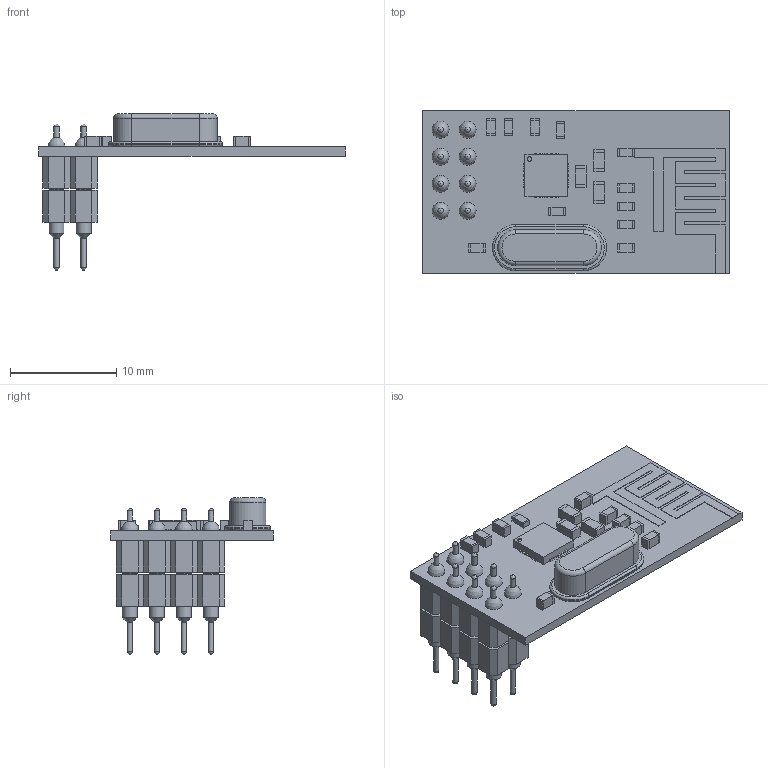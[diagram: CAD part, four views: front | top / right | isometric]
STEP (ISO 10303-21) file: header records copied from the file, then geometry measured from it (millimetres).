
FILE_DESCRIPTION(('FreeCAD Model'),'2;1');
FILE_NAME('Open CASCADE Shape Model','2026-02-10T12:43:21',(''),(''), 'Open CASCADE STEP processor 7.8','FreeCAD','Unknown');
FILE_SCHEMA(('AUTOMOTIVE_DESIGN { 1 0 10303 214 1 1 1 1 }'));
Length unit declared in the file: millimetre
Products named in the file (117): NRF24L01; Body; Body001; Body_001; 1x4 Male Header 2_013; 1x4 Male Header 2_001; 1x4 Male Header 2_002; 1x4 Male Header 2_003; 1x4 Male Header 2_004; 1x4 Male Header 2_005; 1x4 Male Header 2_006; 1x4 Male Header 2_007; 1x4 Male Header 2_008; 1x4 Male Header 2_009; 1x4 Male Header 2_010; 1x4 Male Header 2_011; 1x4 Male Header 2_012; 1x4 Male Header 2_026; 1x4 Male Header 2_014; 1x4 Male Header 2_015; 1x4 Male Header 2_016; 1x4 Male Header 2_017; 1x4 Male Header 2_018; 1x4 Male Header 2_019; 1x4 Male Header 2_020; 1x4 Male Header 2_021; 1x4 Male Header 2_022; 1x4 Male Header 2_023; 1x4 Male Header 2_024; 1x4 Male Header 2_025; 1x4 Female Header_009; 1x4 Female Header_001; 1x4 Female Header_002; 1x4 Female Header_003; 1x4 Female Header_004; 1x4 Female Header_005; 1x4 Female Header_006; 1x4 Female Header_007; 1x4 Female Header_008; 1x4 Female Header_018 ...
Assembly tree (116 placements, depth 3):
  NRF24L01
    Body
    Body001
    Body_001
    1x4 Male Header 2_013
      1x4 Male Header 2_001
      1x4 Male Header 2_002
      1x4 Male Header 2_003
      1x4 Male Header 2_004
      1x4 Male Header 2_005
      1x4 Male Header 2_006
      1x4 Male Header 2_007
      1x4 Male Header 2_008
      1x4 Male Header 2_009
      1x4 Male Header 2_010
      1x4 Male Header 2_011
      1x4 Male Header 2_012
    1x4 Male Header 2_026
      1x4 Male Header 2_014
      1x4 Male Header 2_015
      1x4 Male Header 2_016
      1x4 Male Header 2_017
      1x4 Male Header 2_018
      1x4 Male Header 2_019
      1x4 Male Header 2_020
      1x4 Male Header 2_021
      1x4 Male Header 2_022
      1x4 Male Header 2_023
      1x4 Male Header 2_024
      1x4 Male Header 2_025
    1x4 Female Header_009
      1x4 Female Header_001
      1x4 Female Header_002
      1x4 Female Header_003
      1x4 Female Header_004
      1x4 Female Header_005
      1x4 Female Header_006
      1x4 Female Header_007
      1x4 Female Header_008
    1x4 Female Header_018
      1x4 Female Header_010
      1x4 Female Header_011
      1x4 Female Header_012
      1x4 Female Header_013
      1x4 Female Header_014
      1x4 Female Header_015
      1x4 Female Header_016
      1x4 Female Header_017
    0603 Resistor_004
      0603 Resistor_001
      0603 Resistor_002
      0603 Resistor_003
    0603 Capacitor_004
      0603 Capacitor_001
      0603 Capacitor_002
      0603 Capacitor_003
    0603 Resistor_008
      0603 Resistor_005
      0603 Resistor_006
      0603 Resistor_007
Bounding box: 28.8 x 15.3 x 14.68 mm (x, y, z)
Volume: 1223.4 mm3; surface area: 3698.5 mm2
Topology: 97 solids, 97 shells, 727 faces, 1573 edges, 1018 vertices
Faces by surface type: plane 558, cylinder 99, cone 32, sphere 24, revolution 8, torus 6
Full cylindrical faces by diameter (mm): 0.4 x1, 0.5 x40, 0.9 x16, 1.4 x32
Entity records: 22378 total; most frequent: DIRECTION 3489, CARTESIAN_POINT 3411, ORIENTED_EDGE 3082, EDGE_CURVE 1541, LINE 1289, VECTOR 1289, AXIS2_PLACEMENT_3D 1096, VERTEX_POINT 1018
